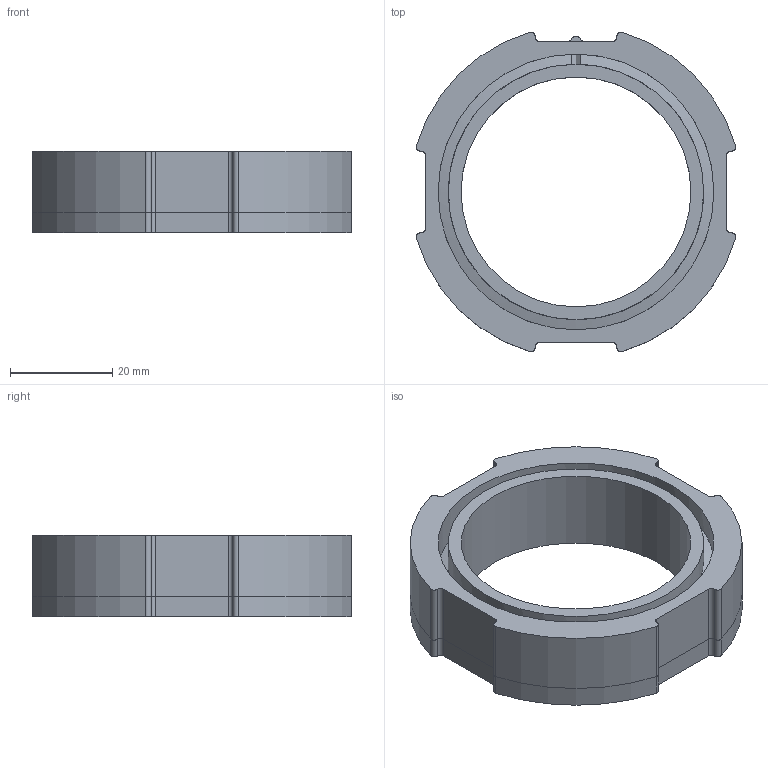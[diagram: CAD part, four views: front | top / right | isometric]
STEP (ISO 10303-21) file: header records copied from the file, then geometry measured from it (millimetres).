
FILE_DESCRIPTION(/* description */ (''),/* implementation_level */ '2;1');
FILE_NAME(/* name */ 'IMPRESION 3D ROSCA.stp',/* time_stamp */ '2023-05-10T12:27:47-06:00',/* author */ ('rodar'),/* organization */ (''),/* preprocessor_version */ 'ST-DEVELOPER v18.1',/* originating_system */ 'Autodesk Inventor 2021',/* authorisation */ '');
FILE_SCHEMA (('AUTOMOTIVE_DESIGN { 1 0 10303 214 3 1 1 }'));
Length unit declared in the file: millimetre
Products named in the file (1): IMPRESION 3D ROSCA
Bounding box: 62.51 x 62.51 x 16 mm (x, y, z)
Volume: 22294.6 mm3; surface area: 15430.8 mm2
Topology: 2 solids, 2 shells, 98 faces, 279 edges, 186 vertices
Faces by surface type: cylinder 51, plane 35, bspline 12
Full cylindrical faces by diameter (mm): 45 x1, 50 x1, 54 x1
Entity records: 3889 total; most frequent: CARTESIAN_POINT 1298, ORIENTED_EDGE 558, DIRECTION 503, EDGE_CURVE 279, VERTEX_POINT 186, AXIS2_PLACEMENT_3D 185, LINE 133, VECTOR 133
